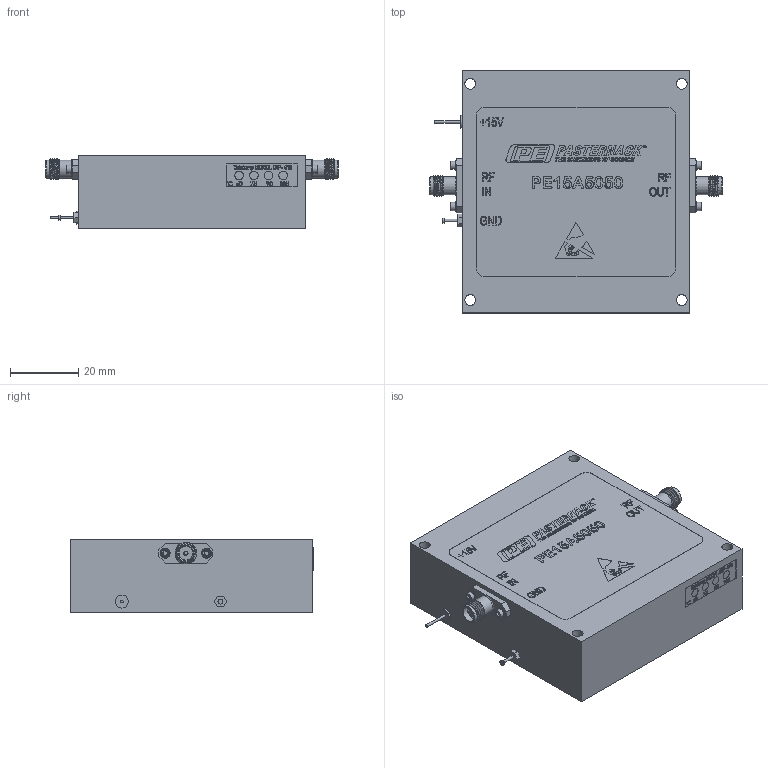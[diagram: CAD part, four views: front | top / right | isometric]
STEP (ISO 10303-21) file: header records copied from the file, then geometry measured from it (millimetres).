
FILE_DESCRIPTION (( 'STEP AP203' ), '1' );
FILE_NAME ('PE15A5050_3D.step', '2021-06-03T20:00:44', ( '' ), ( '' ), 'SwSTEP 2.0', 'SolidWorks 2020', '' );
FILE_SCHEMA (( 'CONFIG_CONTROL_DESIGN' ));
Products named in the file (1): PE15A5050_3D
Bounding box: 85.95 x 71.17 x 21.64 mm (x, y, z)
Volume: 102683.1 mm3; surface area: 17983.1 mm2
Topology: 11 solids, 11 shells, 1564 faces, 4080 edges, 2700 vertices
Faces by surface type: plane 905, bspline 452, cylinder 159, cone 46, torus 2
Full cylindrical faces by diameter (mm): 0.622 x1, 0.638 x1, 0.762 x2, 1.016 x3, 1.27 x5, 1.455 x1, 1.524 x36, 1.854 x4, 2.438 x4, 2.54 x4, 2.946 x4, 3.175 x4, 3.81 x1, 4.521 x2, 5.08 x2, 5.334 x4
Entity records: 73767 total; most frequent: CARTESIAN_POINT 39553, ORIENTED_EDGE 7772, DIRECTION 5376, EDGE_CURVE 3886, VECTOR 2626, LINE 2626, VERTEX_POINT 2608, EDGE_LOOP 1782
